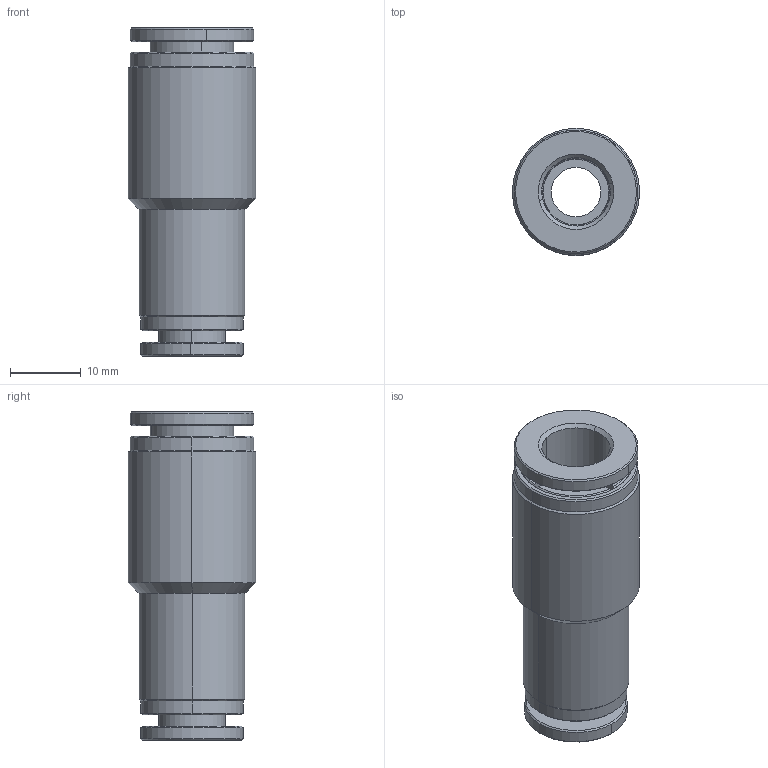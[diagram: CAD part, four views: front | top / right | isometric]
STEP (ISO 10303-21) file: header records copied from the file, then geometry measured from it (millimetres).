
FILE_DESCRIPTION (( 'STEP AP214' ), '1' );
FILE_NAME ('RUS3-8-5-16W.STEP', '2018-06-13T17:51:36', ( '' ), ( '' ), 'SwSTEP 2.0', 'SolidWorks 2016', '' );
FILE_SCHEMA (( 'AUTOMOTIVE_DESIGN' ));
Length unit declared in the file: millimetre
Products named in the file (1): RUS3-8-5-16W
Bounding box: 18 x 18 x 46.57 mm (x, y, z)
Volume: 6154.5 mm3; surface area: 9325.5 mm2
Topology: 11 solids, 11 shells, 730 faces, 2019 edges, 1318 vertices
Faces by surface type: plane 279, cone 242, cylinder 126, bspline 79, torus 4
Entity records: 33653 total; most frequent: CARTESIAN_POINT 8128, ORIENTED_EDGE 4038, DIRECTION 3172, EDGE_CURVE 2019, VERTEX_POINT 1318, AXIS2_PLACEMENT_3D 1310, B_SPLINE_CURVE_WITH_KNOTS 809, EDGE_LOOP 759
